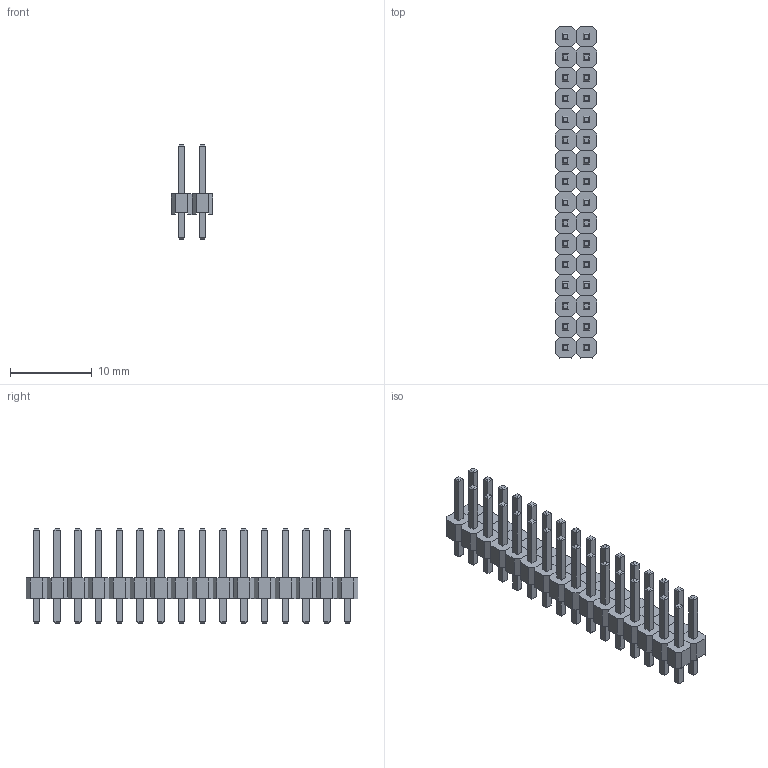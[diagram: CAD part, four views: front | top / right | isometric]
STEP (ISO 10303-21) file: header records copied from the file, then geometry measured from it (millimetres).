
FILE_DESCRIPTION(('FreeCAD Model'),'2;1');
FILE_NAME('2x16.stp', '2015-04-12T19:01:56',('FreeCAD'),('FreeCAD'), 'Open CASCADE STEP processor 6.7','FreeCAD','Unknown');
FILE_SCHEMA(('AUTOMOTIVE_DESIGN_CC2 { 1 2 10303 214 -1 1 5 4 }'));
Length unit declared in the file: millimetre
Products named in the file (2): Array; Array001
Bounding box: 5.08 x 40.64 x 11.54 mm (x, y, z)
Volume: 642.4 mm3; surface area: 2519.3 mm2
Topology: 64 solids, 64 shells, 1024 faces, 2304 edges, 1408 vertices
Faces by surface type: plane 1024
Entity records: 57630 total; most frequent: CARTESIAN_POINT 9665, DIRECTION 8642, LINE 6592, VECTOR 6592, ORIENTED_EDGE 4608, PCURVE 4608, DEFINITIONAL_REPRESENTATION 4608, EDGE_CURVE 2304
